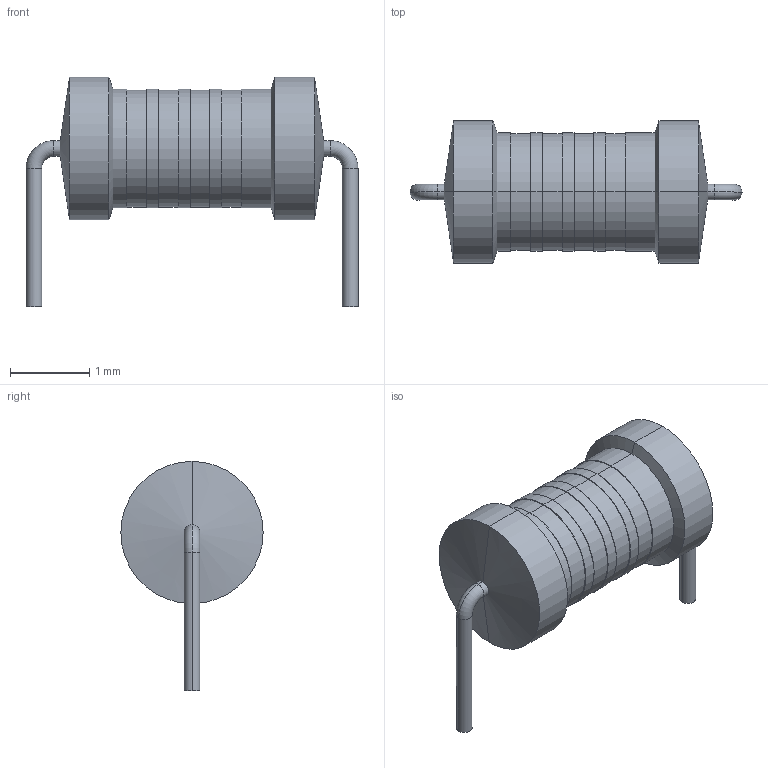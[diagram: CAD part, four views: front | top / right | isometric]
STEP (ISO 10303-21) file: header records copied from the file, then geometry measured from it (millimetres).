
FILE_DESCRIPTION(('produced by SPATIAL CORP'),'2;1');
FILE_NAME( 'ptc_res150_.hh.sat.stp' ,'2002-04-19T14:03:10+00:00',('SPATIAL CORP'),('SPATIAL CORP'), 'ACIS STEP Husk','http://www.spatial.com','SPATIAL CORP');
FILE_SCHEMA(('CONFIG_CONTROL_DESIGN'));
Length unit declared in the file: millimetre
Products named in the file (1): PRODUCT_ID_1
Bounding box: 4.2 x 1.8 x 2.9 mm (x, y, z)
Volume: 6.6 mm3; surface area: 25 mm2
Topology: 1 solids, 1 shells, 52 faces, 102 edges, 60 vertices
Faces by surface type: cylinder 30, plane 10, cone 8, torus 4
Entity records: 1423 total; most frequent: DIRECTION 270, CARTESIAN_POINT 214, ORIENTED_EDGE 204, AXIS2_PLACEMENT_3D 116, EDGE_CURVE 102, CIRCLE 64, VERTEX_POINT 60, EDGE_LOOP 60
